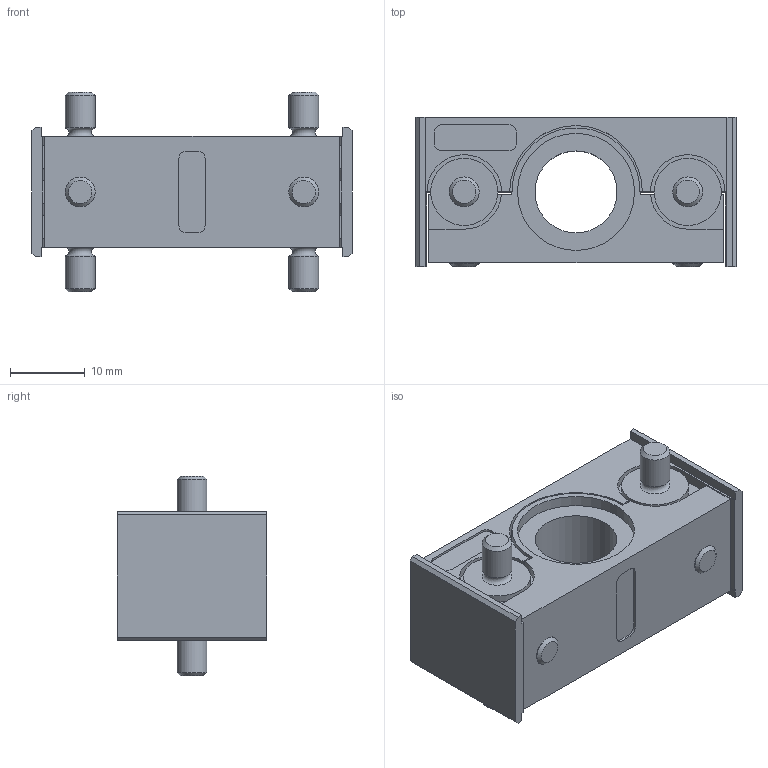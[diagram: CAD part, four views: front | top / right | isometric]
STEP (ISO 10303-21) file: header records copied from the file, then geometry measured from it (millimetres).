
FILE_DESCRIPTION(/* description */ ('STEP AP214'),/* implementation_level */ '2;1');
FILE_NAME(/* name */ '529022_HRBC-D-MINI',/* time_stamp */ '2024-08-29T11:46:53+02:00',/* author */ ('License CC BY-ND 4.0'),/* organization */ ('CADENAS'),/* preprocessor_version */ 'ST-DEVELOPER v19.3',/* originating_system */ 'PARTsolutions',/* authorisation */ ' ');
FILE_SCHEMA (('AUTOMOTIVE_DESIGN {1 0 10303 214 3 1 1}'));
Length unit declared in the file: millimetre
Products named in the file (5): 529022 HRBC-D-MINI; 529022 HRBC-D-MINIu; 529022 HRBC-D-MINIo; DIN-912 - M4x16(F); 680968 HRBC-D-MINI---(s)
Assembly tree (8 placements, depth 2):
  529022 HRBC-D-MINI
    529022 HRBC-D-MINIu
    529022 HRBC-D-MINIo
    DIN-912 - M4x16(F)  x2
    680968 HRBC-D-MINI---(s)  x4
Bounding box: 43 x 20 x 26.8 mm (x, y, z)
Volume: 10177.8 mm3; surface area: 9204.7 mm2
Topology: 8 solids, 8 shells, 286 faces, 669 edges, 416 vertices
Faces by surface type: plane 139, cylinder 74, cone 57, torus 16
Full cylindrical faces by diameter (mm): 3.242 x2, 3.5 x4, 4 x6, 4.3 x2, 7 x2, 7.5 x2, 9 x8, 11 x1, 15.7 x1
Entity records: 6299 total; most frequent: CARTESIAN_POINT 1152, DIRECTION 1066, ORIENTED_EDGE 996, EDGE_CURVE 498, AXIS2_PLACEMENT_3D 380, VERTEX_POINT 336, LINE 306, VECTOR 306
